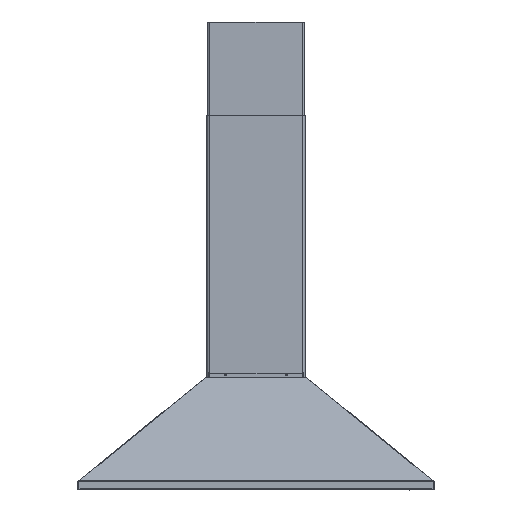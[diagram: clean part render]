
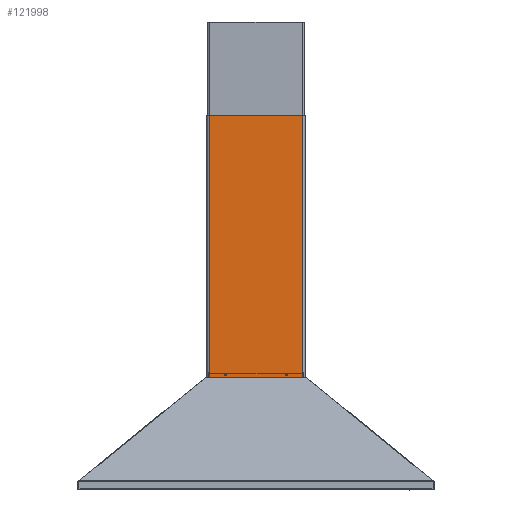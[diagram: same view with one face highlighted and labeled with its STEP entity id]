
A CAD part, top view. The second image highlights one B-rep face of the part: STEP entity #121998.
In plain terms, the highlighted planar face has unit normal (0, 0, 1).
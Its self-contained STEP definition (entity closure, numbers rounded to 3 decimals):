
#118834=DIRECTION('',(0.,1.,0.));
#118835=VECTOR('',#118834,560.);
#118836=CARTESIAN_POINT('',(99.8,-280.,102.4));
#118837=LINE('',#118836,#118835);
#118870=DIRECTION('',(1.,0.,0.));
#118871=VECTOR('',#118870,199.6);
#118872=CARTESIAN_POINT('',(-99.8,280.,102.4));
#118873=LINE('',#118872,#118871);
#118882=DIRECTION('',(0.,1.,0.));
#118883=VECTOR('',#118882,560.);
#118884=CARTESIAN_POINT('',(-99.8,-280.,102.4));
#118885=LINE('',#118884,#118883);
#118886=DIRECTION('',(1.,0.,0.));
#118887=VECTOR('',#118886,199.6);
#118888=CARTESIAN_POINT('',(-99.8,-280.,102.4));
#118889=LINE('',#118888,#118887);
#119978=CARTESIAN_POINT('',(-99.8,-280.,102.4));
#119979=CARTESIAN_POINT('',(99.8,-280.,102.4));
#119980=VERTEX_POINT('',#119978);
#119981=VERTEX_POINT('',#119979);
#120006=CARTESIAN_POINT('',(-99.8,280.,102.4));
#120007=CARTESIAN_POINT('',(99.8,280.,102.4));
#120008=VERTEX_POINT('',#120006);
#120009=VERTEX_POINT('',#120007);
#121985=CARTESIAN_POINT('',(-99.8,-280.,102.4));
#121986=DIRECTION('',(0.,0.,1.));
#121987=DIRECTION('',(1.,0.,0.));
#121988=AXIS2_PLACEMENT_3D('',#121985,#121986,#121987);
#121989=PLANE('',#121988);
#121991=ORIENTED_EDGE('',*,*,#121990,.F.);
#121993=ORIENTED_EDGE('',*,*,#121992,.T.);
#121994=ORIENTED_EDGE('',*,*,#121975,.T.);
#121995=ORIENTED_EDGE('',*,*,#121920,.F.);
#121996=EDGE_LOOP('',(#121991,#121993,#121994,#121995));
#121997=FACE_OUTER_BOUND('',#121996,.F.);
#121998=ADVANCED_FACE('',(#121997),#121989,.T.);
#121920=EDGE_CURVE('',#119981,#120009,#118837,.T.);
#121975=EDGE_CURVE('',#120008,#120009,#118873,.T.);
#121990=EDGE_CURVE('',#119980,#119981,#118889,.T.);
#121992=EDGE_CURVE('',#119980,#120008,#118885,.T.);
